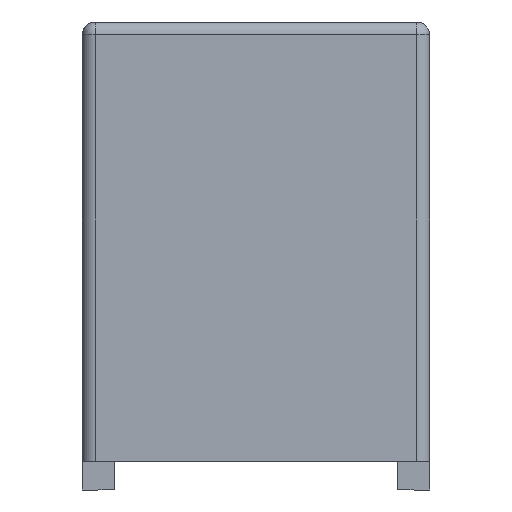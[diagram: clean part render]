
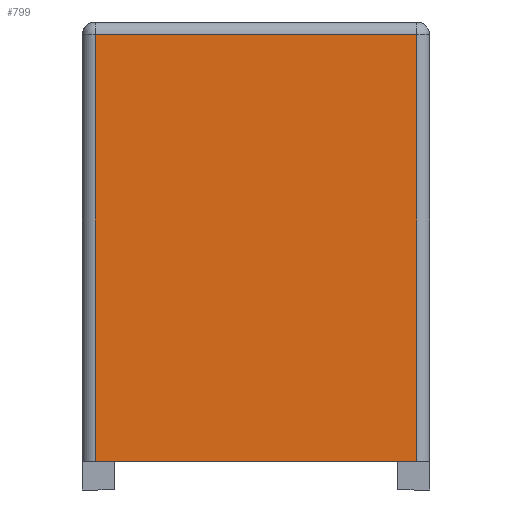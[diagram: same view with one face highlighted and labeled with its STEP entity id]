
A CAD part, left-side view. The second image highlights one B-rep face of the part: STEP entity #799.
In plain terms, the highlighted planar face has unit normal (-1, 0, 0).
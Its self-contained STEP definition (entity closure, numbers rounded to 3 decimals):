
#432=CARTESIAN_POINT('',(-18.9,5.05,14.4));
#433=VERTEX_POINT('',#432);
#500=CARTESIAN_POINT('',(-18.9,-5.05,14.4));
#501=VERTEX_POINT('',#500);
#646=CARTESIAN_POINT('',(-18.9,-5.05,1.0));
#647=VERTEX_POINT('',#646);
#664=CARTESIAN_POINT('',(-18.9,-5.05,14.4));
#665=DIRECTION('',(0.0,0.0,-1.0));
#666=VECTOR('',#665,13.4);
#667=LINE('',#664,#666);
#668=EDGE_CURVE('',#501,#647,#667,.T.);
#679=CARTESIAN_POINT('',(-18.9,5.05,14.4));
#680=DIRECTION('',(0.0,-1.0,0.0));
#681=VECTOR('',#680,10.1);
#682=LINE('',#679,#681);
#683=EDGE_CURVE('',#433,#501,#682,.T.);
#758=CARTESIAN_POINT('',(-18.9,5.05,1.0));
#759=VERTEX_POINT('',#758);
#767=CARTESIAN_POINT('',(-18.9,5.05,1.0));
#768=DIRECTION('',(0.0,0.0,1.0));
#769=VECTOR('',#768,13.4);
#770=LINE('',#767,#769);
#771=EDGE_CURVE('',#759,#433,#770,.T.);
#783=CARTESIAN_POINT('',(-18.9,-5.45,0.1));
#784=DIRECTION('',(-1.0,0.0,0.0));
#785=DIRECTION('',(0.0,0.0,1.0));
#786=AXIS2_PLACEMENT_3D('',#783,#784,#785);
#787=PLANE('',#786);
#788=ORIENTED_EDGE('',*,*,#668,.F.);
#789=ORIENTED_EDGE('',*,*,#683,.F.);
#790=ORIENTED_EDGE('',*,*,#771,.F.);
#791=CARTESIAN_POINT('',(-18.9,-5.05,1.0));
#792=DIRECTION('',(0.0,1.0,0.0));
#793=VECTOR('',#792,10.1);
#794=LINE('',#791,#793);
#795=EDGE_CURVE('',#647,#759,#794,.T.);
#796=ORIENTED_EDGE('',*,*,#795,.F.);
#797=EDGE_LOOP('',(#788,#789,#790,#796));
#798=FACE_OUTER_BOUND('',#797,.T.);
#799=ADVANCED_FACE('',(#798),#787,.T.);
